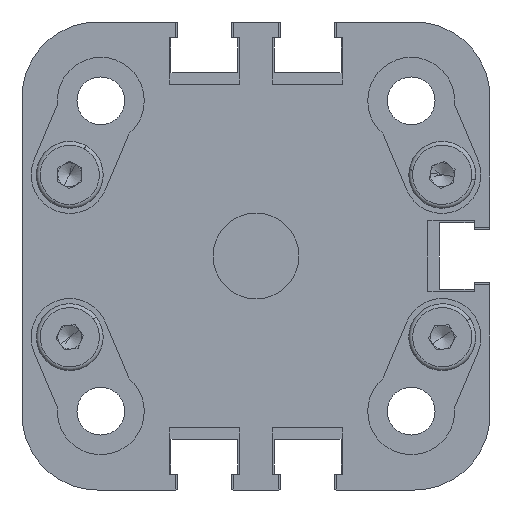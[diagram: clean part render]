
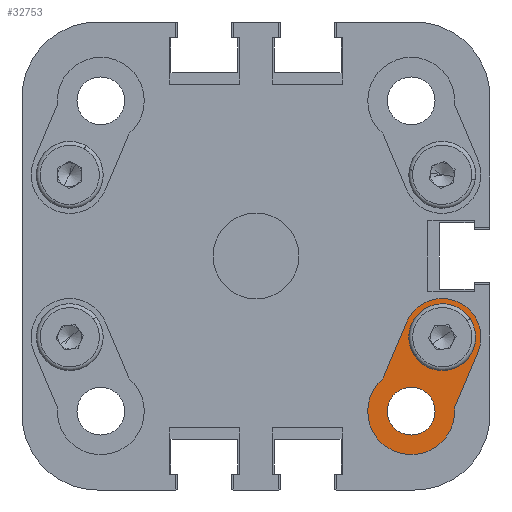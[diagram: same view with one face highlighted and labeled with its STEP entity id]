
A CAD part, left-side view. The second image highlights one B-rep face of the part: STEP entity #32753.
In plain terms, the highlighted planar face has unit normal (-1, 0, 0).
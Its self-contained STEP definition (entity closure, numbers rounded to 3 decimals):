
#32 = PLANE ( 'NONE',  #4406 ) ;
#737 = AXIS2_PLACEMENT_3D ( 'NONE', #9896, #30373, #2352 ) ;
#792 = CARTESIAN_POINT ( 'NONE',  ( 4.5, -12.515, -14.684 ) ) ;
#1307 = VERTEX_POINT ( 'NONE', #21076 ) ;
#1361 = AXIS2_PLACEMENT_3D ( 'NONE', #10677, #21552, #29133 ) ;
#1624 = AXIS2_PLACEMENT_3D ( 'NONE', #9182, #6829, #21605 ) ;
#2153 = EDGE_CURVE ( 'NONE', #21766, #6640, #14998, .T. ) ;
#2352 = DIRECTION ( 'NONE',  ( 0., 0., 1. ) ) ;
#2994 = CARTESIAN_POINT ( 'NONE',  ( 4.5, -19.985, -17.816 ) ) ;
#3371 = ORIENTED_EDGE ( 'NONE', *, *, #3862, .T. ) ;
#3478 = EDGE_CURVE ( 'NONE', #10433, #1307, #24654, .T. ) ;
#3862 = EDGE_CURVE ( 'NONE', #21696, #27273, #30869, .T. ) ;
#4010 = ORIENTED_EDGE ( 'NONE', *, *, #17054, .F. ) ;
#4280 = CARTESIAN_POINT ( 'NONE',  ( 4.5, -13.317, -12.771 ) ) ;
#4406 = AXIS2_PLACEMENT_3D ( 'NONE', #10217, #17816, #27834 ) ;
#4769 = EDGE_CURVE ( 'NONE', #27273, #10433, #31620, .T. ) ;
#5543 = EDGE_CURVE ( 'NONE', #1307, #17361, #23716, .T. ) ;
#5913 = VECTOR ( 'NONE', #31503, 1000. ) ;
#6640 = VERTEX_POINT ( 'NONE', #30282 ) ;
#6829 = DIRECTION ( 'NONE',  ( -1., 0., 0. ) ) ;
#7114 = EDGE_LOOP ( 'NONE', ( #17645, #9654, #3371, #23783, #27160 ) ) ;
#7376 = FACE_BOUND ( 'NONE', #30389, .T. ) ;
#7541 = FACE_BOUND ( 'NONE', #19008, .T. ) ;
#8339 = CARTESIAN_POINT ( 'NONE',  ( 4.5, -16.25, -18.75 ) ) ;
#8618 = CARTESIAN_POINT ( 'NONE',  ( 4.5, -20.787, -15.904 ) ) ;
#9182 = CARTESIAN_POINT ( 'NONE',  ( 4.5, -19.5, -8.5 ) ) ;
#9654 = ORIENTED_EDGE ( 'NONE', *, *, #13696, .T. ) ;
#9896 = CARTESIAN_POINT ( 'NONE',  ( 4.5, -16.25, -16.25 ) ) ;
#9952 = DIRECTION ( 'NONE',  ( 0., 0., 1. ) ) ;
#10217 = CARTESIAN_POINT ( 'NONE',  ( 4.5, -16.85, -8.5 ) ) ;
#10433 = VERTEX_POINT ( 'NONE', #27102 ) ;
#10481 = CIRCLE ( 'NONE', #1361, 2.5 ) ;
#10656 = EDGE_CURVE ( 'NONE', #6640, #21766, #18742, .T. ) ;
#10677 = CARTESIAN_POINT ( 'NONE',  ( 4.5, -16.25, -16.25 ) ) ;
#11904 = CIRCLE ( 'NONE', #26901, 2.5 ) ;
#12149 = CARTESIAN_POINT ( 'NONE',  ( 4.5, -19.5, -11.15 ) ) ;
#12306 = DIRECTION ( 'NONE',  ( -1., 0., 0. ) ) ;
#13696 = EDGE_CURVE ( 'NONE', #17361, #21696, #32319, .T. ) ;
#14998 = CIRCLE ( 'NONE', #22427, 2.65 ) ;
#15065 = VECTOR ( 'NONE', #16705, 1000. ) ;
#15200 = CARTESIAN_POINT ( 'NONE',  ( 4.5, -16.25, -13.75 ) ) ;
#15337 = DIRECTION ( 'NONE',  ( 0., 0., 1. ) ) ;
#15404 = ORIENTED_EDGE ( 'NONE', *, *, #2153, .F. ) ;
#16705 = DIRECTION ( 'NONE',  ( 0., 0.387, -0.922 ) ) ;
#17054 = EDGE_CURVE ( 'NONE', #19656, #29898, #11904, .T. ) ;
#17361 = VERTEX_POINT ( 'NONE', #4280 ) ;
#17644 = FACE_OUTER_BOUND ( 'NONE', #7114, .T. ) ;
#17645 = ORIENTED_EDGE ( 'NONE', *, *, #5543, .T. ) ;
#17666 = DIRECTION ( 'NONE',  ( -1., 0., 0. ) ) ;
#17705 = AXIS2_PLACEMENT_3D ( 'NONE', #20811, #17666, #15337 ) ;
#17804 = ORIENTED_EDGE ( 'NONE', *, *, #29269, .F. ) ;
#17816 = DIRECTION ( 'NONE',  ( 1., 0., 0. ) ) ;
#18742 = CIRCLE ( 'NONE', #17705, 2.65 ) ;
#19008 = EDGE_LOOP ( 'NONE', ( #17804, #4010 ) ) ;
#19396 = ORIENTED_EDGE ( 'NONE', *, *, #10656, .F. ) ;
#19656 = VERTEX_POINT ( 'NONE', #8339 ) ;
#20811 = CARTESIAN_POINT ( 'NONE',  ( 4.5, -19.5, -8.5 ) ) ;
#21076 = CARTESIAN_POINT ( 'NONE',  ( 4.5, -15.765, -6.934 ) ) ;
#21552 = DIRECTION ( 'NONE',  ( -1., 0., 0. ) ) ;
#21605 = DIRECTION ( 'NONE',  ( 0., 0., 1. ) ) ;
#21696 = VERTEX_POINT ( 'NONE', #8618 ) ;
#21766 = VERTEX_POINT ( 'NONE', #12149 ) ;
#22427 = AXIS2_PLACEMENT_3D ( 'NONE', #23024, #12306, #9952 ) ;
#23024 = CARTESIAN_POINT ( 'NONE',  ( 4.5, -19.5, -8.5 ) ) ;
#23628 = CARTESIAN_POINT ( 'NONE',  ( 4.5, -16.25, -16.25 ) ) ;
#23716 = LINE ( 'NONE', #792, #15065 ) ;
#23783 = ORIENTED_EDGE ( 'NONE', *, *, #4769, .T. ) ;
#24654 = CIRCLE ( 'NONE', #1624, 4.05 ) ;
#25192 = AXIS2_PLACEMENT_3D ( 'NONE', #30530, #28003, #25312 ) ;
#25312 = DIRECTION ( 'NONE',  ( 0., 0., 1. ) ) ;
#26328 = DIRECTION ( 'NONE',  ( 0., 0., -1. ) ) ;
#26901 = AXIS2_PLACEMENT_3D ( 'NONE', #23628, #29020, #26328 ) ;
#27102 = CARTESIAN_POINT ( 'NONE',  ( 4.5, -19.5, -4.45 ) ) ;
#27160 = ORIENTED_EDGE ( 'NONE', *, *, #3478, .T. ) ;
#27273 = VERTEX_POINT ( 'NONE', #31016 ) ;
#27834 = DIRECTION ( 'NONE',  ( 0., 0., -1. ) ) ;
#28003 = DIRECTION ( 'NONE',  ( -1., 0., 0. ) ) ;
#29020 = DIRECTION ( 'NONE',  ( -1., 0., 0. ) ) ;
#29133 = DIRECTION ( 'NONE',  ( 0., 0., -1. ) ) ;
#29269 = EDGE_CURVE ( 'NONE', #29898, #19656, #10481, .T. ) ;
#29898 = VERTEX_POINT ( 'NONE', #15200 ) ;
#30282 = CARTESIAN_POINT ( 'NONE',  ( 4.5, -19.5, -5.85 ) ) ;
#30373 = DIRECTION ( 'NONE',  ( -1., 0., 0. ) ) ;
#30389 = EDGE_LOOP ( 'NONE', ( #19396, #15404 ) ) ;
#30530 = CARTESIAN_POINT ( 'NONE',  ( 4.5, -19.5, -8.5 ) ) ;
#30869 = LINE ( 'NONE', #2994, #5913 ) ;
#31016 = CARTESIAN_POINT ( 'NONE',  ( 4.5, -23.235, -10.066 ) ) ;
#31503 = DIRECTION ( 'NONE',  ( 0., -0.387, 0.922 ) ) ;
#31620 = CIRCLE ( 'NONE', #25192, 4.05 ) ;
#32319 = CIRCLE ( 'NONE', #737, 4.55 ) ;
#32753 = ADVANCED_FACE ( 'NONE', ( #7376, #17644, #7541 ), #32, .F. ) ;
